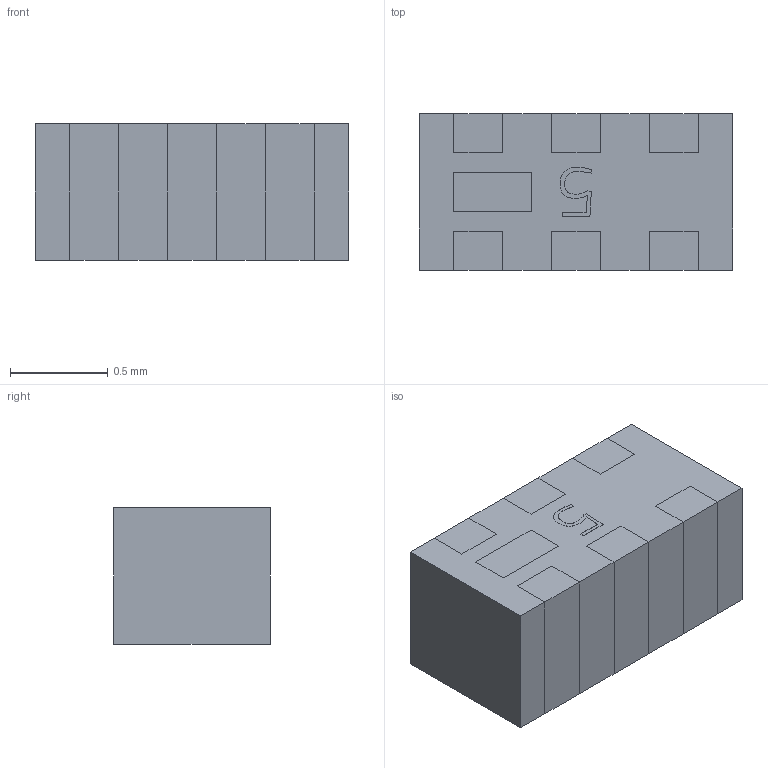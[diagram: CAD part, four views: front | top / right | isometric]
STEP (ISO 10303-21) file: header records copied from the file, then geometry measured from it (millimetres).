
FILE_DESCRIPTION(/* description */ ('Unknown'),/* implementation_level */ '2;1');
FILE_NAME(/* name */ '7484112450',/* time_stamp */ '2024-02-15T09:17:55+01:00',/* author */ ('Unknown'),/* organization */ ('Unknown'),/* preprocessor_version */ 'ST-DEVELOPER v16.7',/* originating_system */ 'Solid Edge',/* authorisation */ 'Unknown');
FILE_SCHEMA (('AUTOMOTIVE_DESIGN {1 0 10303 214 3 1 1}'));
Length unit declared in the file: millimetre
Products named in the file (3): 7484112450; Kern; Pin
Assembly tree (2 placements, depth 2):
  7484112450
    Kern
    Pin
Bounding box: 1.6 x 0.8 x 0.7 mm (x, y, z)
Volume: 0.9 mm3; surface area: 12.4 mm2
Topology: 8 solids, 8 shells, 87 faces, 207 edges, 138 vertices
Faces by surface type: plane 85, bspline 2
Entity records: 2975 total; most frequent: CARTESIAN_POINT 577, ORIENTED_EDGE 414, DIRECTION 365, EDGE_CURVE 207, LINE 189, VECTOR 189, VERTEX_POINT 138, EDGE_LOOP 89
